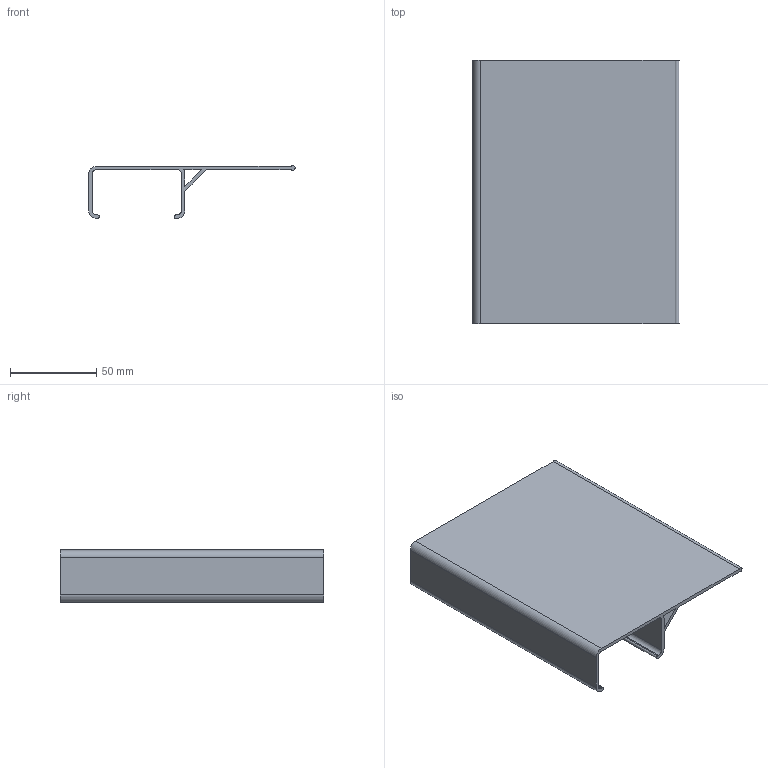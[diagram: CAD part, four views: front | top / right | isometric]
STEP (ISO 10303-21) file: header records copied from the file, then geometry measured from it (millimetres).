
FILE_DESCRIPTION((''),'2;1');
FILE_NAME('SG1840.STP', '2021-03-02T21:08:27',(''), (''), 'KCM Version 2.0.6974.6974', 'KeyCreator Pro', '');
FILE_SCHEMA(('AUTOMOTIVE_DESIGN'));
Length unit declared in the file: inch
Bounding box: 119.5 x 152.4 x 30.6 mm (x, y, z)
Volume: 60520 mm3; surface area: 59695.2 mm2
Topology: 1 solids, 1 shells, 28 faces, 78 edges, 52 vertices
Faces by surface type: plane 17, cylinder 11
Entity records: 933 total; most frequent: CARTESIAN_POINT 159, DIRECTION 158, ORIENTED_EDGE 156, EDGE_CURVE 78, VECTOR 56, LINE 56, VERTEX_POINT 52, AXIS2_PLACEMENT_3D 51
